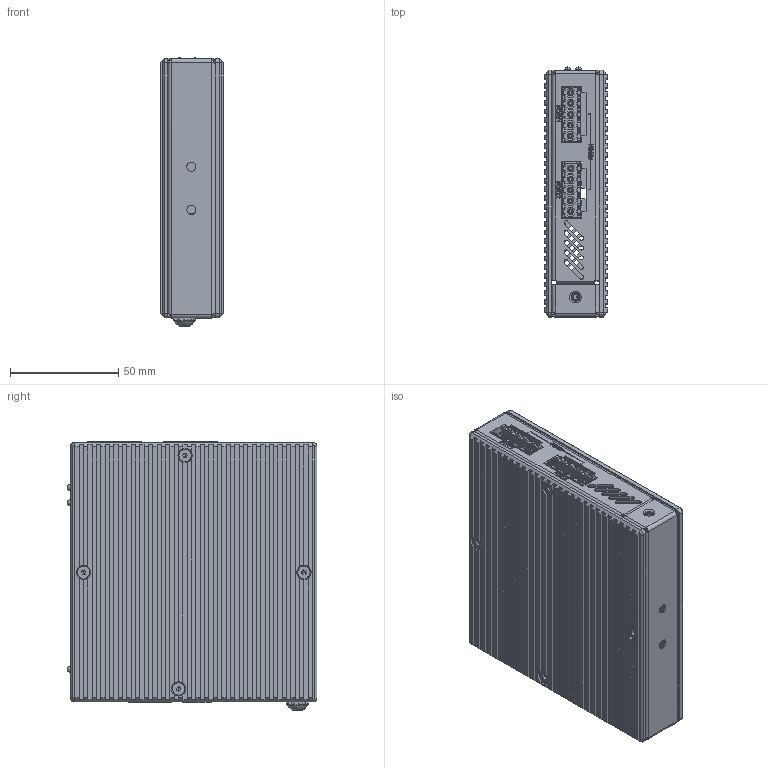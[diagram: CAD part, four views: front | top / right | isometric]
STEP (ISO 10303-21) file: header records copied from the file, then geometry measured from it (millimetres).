
FILE_DESCRIPTION (( 'STEP AP203' ), '1' );
FILE_NAME ('ÁËÏÀ.465255.072 Àïïàðàòóðà Àðëàí MG-02G.STEP', '2018-04-26T11:49:04', ( '' ), ( '' ), 'SwSTEP 2.0', 'SolidWorks 2015', '' );
FILE_SCHEMA (( 'CONFIG_CONTROL_DESIGN' ));
Length unit declared in the file: millimetre
Products named in the file (24): GP1500S30-0.250-02-0816; ÁËÏÀ.731195.007 Êðûøêà ëåâàÿ Àðëàí MG-02G; INDC1608X100N_PBY160808T600YS; ÁËÏÀ.465255.072 Àïïàðàòóðà Àðëàí MG-02G; ÁËÏÀ.731195.008 Êðûøêà ïðàâàÿ Àðëàí MG-02G; 20020109g021a01lf; ÁËÏÀ.745532.019 Ñòåíêà çàäíÿÿ Àðëàí MG-02G; 20020109g042a01lf; ÁËÏÀ.745532.020 Êîðïóñ Àðëàí MG-02G; ÁËÏÀ.301421.080 Ñòåíêà çàäíÿÿ Àðëàí MG-02G; JK0-0036; PEM S-M3-0 ZI--N_PEM S-M3-0 ZI--N; ﾘ琺矜 2.5.096 ﾃﾎﾑﾒ 10463-81; L7104CGCK; PEM S-M5-0 ZI--N_PEM S-M5-0 ZI--N; âèíò ì5õ10.096 ãîñò 28963-91_‚¨­â Œ5å10.096 ƒŽ‘’ 28963-91; WP7104 驽腧; ÁËÏÀ.301421.079 Êîðïóñ Àðëàí MG-02G; DIN 7991 - M3 x 6 --- 6N_DIN 7991 - M3 x 6 --- 6N; WP7104 êðàñíûé; 20020109g051a01lf; 妈眚 M3x6.096 梦岩 28963-91_偍 M3x6.096 儙憭 28963-91; ÁËÏÀ.465255.068 Ïëàòà Àðëàí MG-02G; C100M200P0_MS_
Assembly tree (44 placements, depth 3):
  ÁËÏÀ.465255.072 Àïïàðàòóðà Àðëàí MG-02G
    ÁËÏÀ.301421.079 Êîðïóñ Àðëàí MG-02G
      ÁËÏÀ.745532.020 Êîðïóñ Àðëàí MG-02G
      PEM S-M3-0 ZI--N_PEM S-M3-0 ZI--N  x7
      PEM S-M5-0 ZI--N_PEM S-M5-0 ZI--N
    ÁËÏÀ.465255.068 Ïëàòà Àðëàí MG-02G
      20020109g051a01lf  x2
      INDC1608X100N_PBY160808T600YS  x2
      20020109g021a01lf
      20020109g042a01lf
      JK0-0036  x2
      L7104CGCK  x3
      WP7104 驽腧  x2
      WP7104 êðàñíûé
    ÁËÏÀ.731195.007 Êðûøêà ëåâàÿ Àðëàí MG-02G
    ÁËÏÀ.731195.008 Êðûøêà ïðàâàÿ Àðëàí MG-02G
    ÁËÏÀ.301421.080 Ñòåíêà çàäíÿÿ Àðëàí MG-02G
      ÁËÏÀ.745532.019 Ñòåíêà çàäíÿÿ Àðëàí MG-02G
    ﾘ琺矜 2.5.096 ﾃﾎﾑﾒ 10463-81
    âèíò ì5õ10.096 ãîñò 28963-91_‚¨­â Œ5å10.096 ƒŽ‘’ 28963-91
    DIN 7991 - M3 x 6 --- 6N_DIN 7991 - M3 x 6 --- 6N  x8
    妈眚 M3x6.096 梦岩 28963-91_偍 M3x6.096 儙憭 28963-91  x4
    GP1500S30-0.250-02-0816
  C100M200P0_MS_
Bounding box: 29.5 x 115.6 x 124.25 mm (x, y, z)
Volume: 115206.8 mm3; surface area: 126000.2 mm2
Topology: 41 solids, 41 shells, 4704 faces, 12460 edges, 8078 vertices
Faces by surface type: plane 3317, cylinder 693, bspline 450, cone 202, torus 26, sphere 16
Entity records: 126402 total; most frequent: CARTESIAN_POINT 43675, ORIENTED_EDGE 17676, DIRECTION 14261, EDGE_CURVE 8838, VECTOR 6475, LINE 6475, VERTEX_POINT 5767, AXIS2_PLACEMENT_3D 3893
